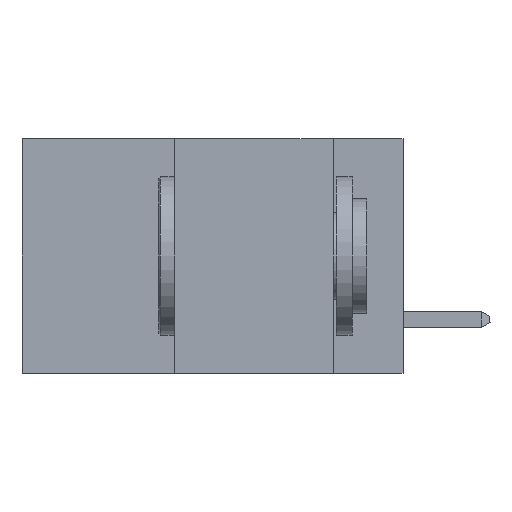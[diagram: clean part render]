
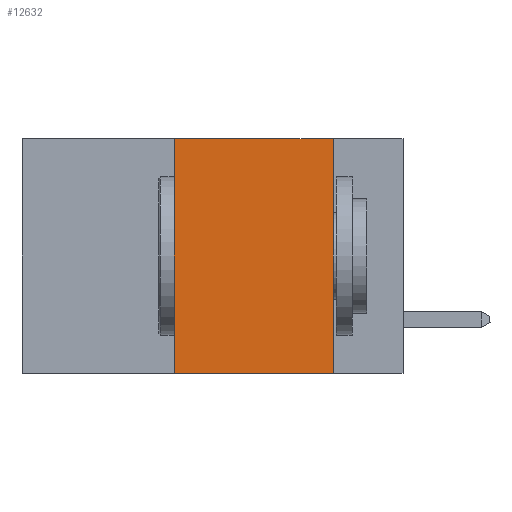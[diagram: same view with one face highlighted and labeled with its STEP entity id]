
A CAD part, left-side view. The second image highlights one B-rep face of the part: STEP entity #12632.
In plain terms, the highlighted planar face has unit normal (-1, 0, 0).
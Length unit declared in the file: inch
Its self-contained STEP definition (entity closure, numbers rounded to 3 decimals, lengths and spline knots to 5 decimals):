
#162 = DIRECTION ( 'NONE',  ( 0., 0., -1. ) ) ;
#171 = DIRECTION ( 'NONE',  ( 0., 0., 1. ) ) ;
#330 = DIRECTION ( 'NONE',  ( 0., -1., 0. ) ) ;
#592 = VECTOR ( 'NONE', #171, 39.37008 ) ;
#776 = CARTESIAN_POINT ( 'NONE',  ( 0., 0.6, 0. ) ) ;
#821 = CARTESIAN_POINT ( 'NONE',  ( 0., 0.36, 0. ) ) ;
#1015 = EDGE_CURVE ( 'NONE', #3403, #12909, #10304, .T. ) ;
#2230 = EDGE_CURVE ( 'NONE', #7754, #4808, #7563, .T. ) ;
#2800 = CARTESIAN_POINT ( 'NONE',  ( 0., 0.36, -0.37 ) ) ;
#3401 = FACE_OUTER_BOUND ( 'NONE', #14496, .T. ) ;
#3403 = VERTEX_POINT ( 'NONE', #10407 ) ;
#4219 = PLANE ( 'NONE',  #6005 ) ;
#4445 = EDGE_CURVE ( 'NONE', #7754, #12909, #14356, .T. ) ;
#4593 = CARTESIAN_POINT ( 'NONE',  ( 0., 0.11, 0. ) ) ;
#4687 = VECTOR ( 'NONE', #330, 39.37008 ) ;
#4808 = VERTEX_POINT ( 'NONE', #821 ) ;
#5217 = ORIENTED_EDGE ( 'NONE', *, *, #1015, .F. ) ;
#5853 = CARTESIAN_POINT ( 'NONE',  ( 0., 0.11, -0.37 ) ) ;
#6005 = AXIS2_PLACEMENT_3D ( 'NONE', #776, #12072, #9785 ) ;
#6971 = VECTOR ( 'NONE', #162, 39.37008 ) ;
#6995 = ORIENTED_EDGE ( 'NONE', *, *, #2230, .F. ) ;
#7563 = LINE ( 'NONE', #13533, #592 ) ;
#7754 = VERTEX_POINT ( 'NONE', #2800 ) ;
#8507 = LINE ( 'NONE', #9870, #10592 ) ;
#9785 = DIRECTION ( 'NONE',  ( 0., 0., -1. ) ) ;
#9870 = CARTESIAN_POINT ( 'NONE',  ( 0., 0.6, 0. ) ) ;
#10304 = LINE ( 'NONE', #4593, #6971 ) ;
#10407 = CARTESIAN_POINT ( 'NONE',  ( 0., 0.11, 0. ) ) ;
#10592 = VECTOR ( 'NONE', #10886, 39.37008 ) ;
#10886 = DIRECTION ( 'NONE',  ( 0., -1., 0. ) ) ;
#11340 = CARTESIAN_POINT ( 'NONE',  ( 0., 0.6, -0.37 ) ) ;
#11561 = EDGE_CURVE ( 'NONE', #4808, #3403, #8507, .T. ) ;
#12072 = DIRECTION ( 'NONE',  ( 1., 0., 0. ) ) ;
#12351 = ORIENTED_EDGE ( 'NONE', *, *, #4445, .T. ) ;
#12632 = ADVANCED_FACE ( 'NONE', ( #3401 ), #4219, .F. ) ;
#12909 = VERTEX_POINT ( 'NONE', #5853 ) ;
#13533 = CARTESIAN_POINT ( 'NONE',  ( 0., 0.36, 0. ) ) ;
#14053 = ORIENTED_EDGE ( 'NONE', *, *, #11561, .F. ) ;
#14356 = LINE ( 'NONE', #11340, #4687 ) ;
#14496 = EDGE_LOOP ( 'NONE', ( #5217, #14053, #6995, #12351 ) ) ;
